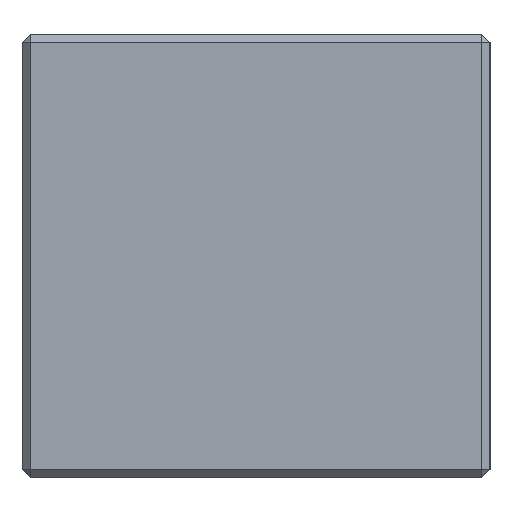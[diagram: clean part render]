
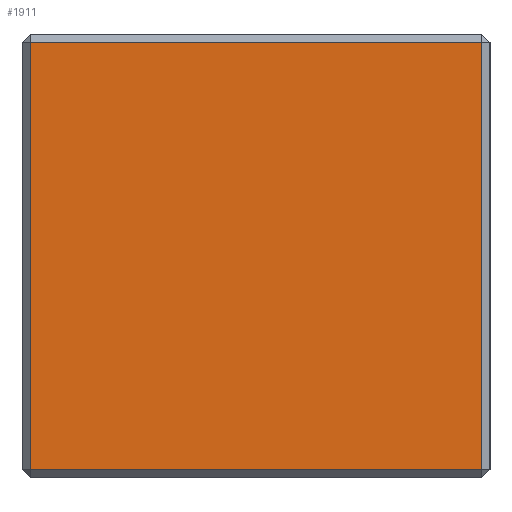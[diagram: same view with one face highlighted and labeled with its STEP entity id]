
A CAD part, left-side view. The second image highlights one B-rep face of the part: STEP entity #1911.
In plain terms, the highlighted planar face has unit normal (-1, 0, 0).
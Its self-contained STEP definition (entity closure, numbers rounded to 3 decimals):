
#42 = ORIENTED_EDGE ( 'NONE', *, *, #1002, .T. ) ;
#113 = CARTESIAN_POINT ( 'NONE',  ( -40., 30., 26.5 ) ) ;
#132 = DIRECTION ( 'NONE',  ( 0., 1., 0. ) ) ;
#328 = VERTEX_POINT ( 'NONE', #1465 ) ;
#489 = EDGE_CURVE ( 'NONE', #2175, #1140, #1678, .T. ) ;
#553 = CARTESIAN_POINT ( 'NONE',  ( -40., -27., -26.5 ) ) ;
#616 = EDGE_CURVE ( 'NONE', #328, #2175, #1057, .T. ) ;
#663 = ORIENTED_EDGE ( 'NONE', *, *, #616, .T. ) ;
#666 = CARTESIAN_POINT ( 'NONE',  ( -40., 30., 27.5 ) ) ;
#813 = CARTESIAN_POINT ( 'NONE',  ( -40., 29., 26.5 ) ) ;
#1002 = EDGE_CURVE ( 'NONE', #1546, #328, #1556, .T. ) ;
#1057 = LINE ( 'NONE', #1904, #1788 ) ;
#1101 = VECTOR ( 'NONE', #1349, 1000. ) ;
#1140 = VERTEX_POINT ( 'NONE', #1848 ) ;
#1141 = EDGE_CURVE ( 'NONE', #1140, #1546, #2165, .T. ) ;
#1262 = EDGE_LOOP ( 'NONE', ( #663, #2280, #1411, #42 ) ) ;
#1274 = VECTOR ( 'NONE', #2156, 1000. ) ;
#1288 = PLANE ( 'NONE',  #1800 ) ;
#1349 = DIRECTION ( 'NONE',  ( 0., 0., -1. ) ) ;
#1411 = ORIENTED_EDGE ( 'NONE', *, *, #1141, .T. ) ;
#1465 = CARTESIAN_POINT ( 'NONE',  ( -40., 29., -26.5 ) ) ;
#1505 = CARTESIAN_POINT ( 'NONE',  ( -40., 29., 27.5 ) ) ;
#1529 = DIRECTION ( 'NONE',  ( 0., 1., 0. ) ) ;
#1541 = DIRECTION ( 'NONE',  ( 0., -1., 0. ) ) ;
#1546 = VERTEX_POINT ( 'NONE', #813 ) ;
#1556 = LINE ( 'NONE', #1505, #1101 ) ;
#1678 = LINE ( 'NONE', #2059, #1274 ) ;
#1788 = VECTOR ( 'NONE', #1541, 1000. ) ;
#1800 = AXIS2_PLACEMENT_3D ( 'NONE', #666, #2078, #132 ) ;
#1815 = VECTOR ( 'NONE', #1529, 1000. ) ;
#1848 = CARTESIAN_POINT ( 'NONE',  ( -40., -27., 26.5 ) ) ;
#1904 = CARTESIAN_POINT ( 'NONE',  ( -40., 30., -26.5 ) ) ;
#1911 = ADVANCED_FACE ( 'NONE', ( #2171 ), #1288, .F. ) ;
#2059 = CARTESIAN_POINT ( 'NONE',  ( -40., -27., 27.5 ) ) ;
#2078 = DIRECTION ( 'NONE',  ( 1., 0., 0. ) ) ;
#2156 = DIRECTION ( 'NONE',  ( 0., 0., 1. ) ) ;
#2165 = LINE ( 'NONE', #113, #1815 ) ;
#2171 = FACE_OUTER_BOUND ( 'NONE', #1262, .T. ) ;
#2175 = VERTEX_POINT ( 'NONE', #553 ) ;
#2280 = ORIENTED_EDGE ( 'NONE', *, *, #489, .T. ) ;
